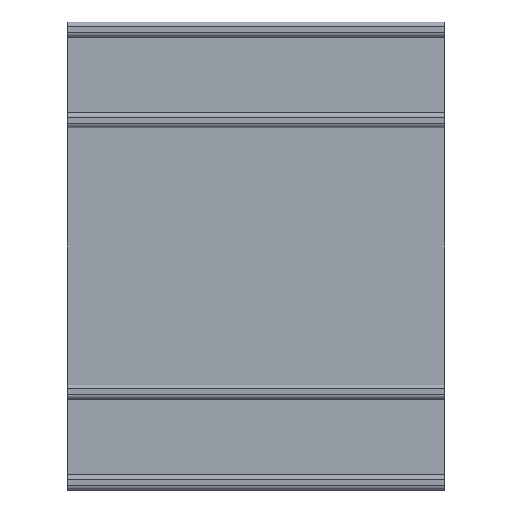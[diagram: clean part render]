
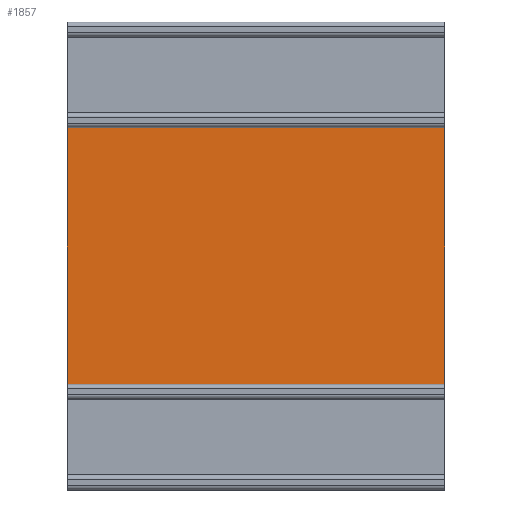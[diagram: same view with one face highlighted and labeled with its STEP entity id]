
A CAD part, top view. The second image highlights one B-rep face of the part: STEP entity #1857.
In plain terms, the highlighted planar face has unit normal (0, 0, 1).
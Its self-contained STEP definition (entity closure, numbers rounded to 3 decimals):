
#32 = PLANE('',#33);
#33 = AXIS2_PLACEMENT_3D('',#34,#35,#36);
#34 = CARTESIAN_POINT('',(-50.,60.,0.));
#35 = DIRECTION('',(1.,0.,-0.));
#36 = DIRECTION('',(0.,-1.,0.));
#313 = VERTEX_POINT('',#314);
#314 = CARTESIAN_POINT('',(-50.,34.,4.));
#328 = PLANE('',#329);
#329 = AXIS2_PLACEMENT_3D('',#330,#331,#332);
#330 = CARTESIAN_POINT('',(-50.,34.,0.));
#331 = DIRECTION('',(0.,1.,0.));
#332 = DIRECTION('',(1.,0.,0.));
#340 = EDGE_CURVE('',#313,#341,#343,.T.);
#341 = VERTEX_POINT('',#342);
#342 = CARTESIAN_POINT('',(-50.,-34.,4.));
#343 = SURFACE_CURVE('',#344,(#348,#355),.PCURVE_S1.);
#344 = LINE('',#345,#346);
#345 = CARTESIAN_POINT('',(-50.,60.,4.));
#346 = VECTOR('',#347,1.);
#347 = DIRECTION('',(0.,-1.,0.));
#348 = PCURVE('',#32,#349);
#349 = DEFINITIONAL_REPRESENTATION('',(#350),#354);
#350 = LINE('',#351,#352);
#351 = CARTESIAN_POINT('',(0.,-4.));
#352 = VECTOR('',#353,1.);
#353 = DIRECTION('',(1.,0.));
#354 = ( GEOMETRIC_REPRESENTATION_CONTEXT(2) 
PARAMETRIC_REPRESENTATION_CONTEXT() REPRESENTATION_CONTEXT('2D SPACE',''
  ) );
#355 = PCURVE('',#356,#361);
#356 = PLANE('',#357);
#357 = AXIS2_PLACEMENT_3D('',#358,#359,#360);
#358 = CARTESIAN_POINT('',(0.,0.,4.));
#359 = DIRECTION('',(0.,0.,1.));
#360 = DIRECTION('',(1.,0.,-0.));
#361 = DEFINITIONAL_REPRESENTATION('',(#362),#366);
#362 = LINE('',#363,#364);
#363 = CARTESIAN_POINT('',(-50.,60.));
#364 = VECTOR('',#365,1.);
#365 = DIRECTION('',(0.,-1.));
#366 = ( GEOMETRIC_REPRESENTATION_CONTEXT(2) 
PARAMETRIC_REPRESENTATION_CONTEXT() REPRESENTATION_CONTEXT('2D SPACE',''
  ) );
#384 = PLANE('',#385);
#385 = AXIS2_PLACEMENT_3D('',#386,#387,#388);
#386 = CARTESIAN_POINT('',(50.,-34.,0.));
#387 = DIRECTION('',(0.,-1.,0.));
#388 = DIRECTION('',(-1.,0.,0.));
#805 = PLANE('',#806);
#806 = AXIS2_PLACEMENT_3D('',#807,#808,#809);
#807 = CARTESIAN_POINT('',(50.,-60.,0.));
#808 = DIRECTION('',(-1.,0.,0.));
#809 = DIRECTION('',(0.,1.,0.));
#1766 = VERTEX_POINT('',#1767);
#1767 = CARTESIAN_POINT('',(50.,34.,4.));
#1788 = EDGE_CURVE('',#1766,#313,#1789,.T.);
#1789 = SURFACE_CURVE('',#1790,(#1794,#1800),.PCURVE_S1.);
#1790 = LINE('',#1791,#1792);
#1791 = CARTESIAN_POINT('',(-25.,34.,4.));
#1792 = VECTOR('',#1793,1.);
#1793 = DIRECTION('',(-1.,0.,0.));
#1794 = PCURVE('',#328,#1795);
#1795 = DEFINITIONAL_REPRESENTATION('',(#1796),#1799);
#1796 = B_SPLINE_CURVE_WITH_KNOTS('',1,(#1797,#1798),.UNSPECIFIED.,.F.,
  .F.,(2,2),(-75.,25.),.PIECEWISE_BEZIER_KNOTS.);
#1797 = CARTESIAN_POINT('',(100.,-4.));
#1798 = CARTESIAN_POINT('',(0.,-4.));
#1799 = ( GEOMETRIC_REPRESENTATION_CONTEXT(2) 
PARAMETRIC_REPRESENTATION_CONTEXT() REPRESENTATION_CONTEXT('2D SPACE',''
  ) );
#1800 = PCURVE('',#356,#1801);
#1801 = DEFINITIONAL_REPRESENTATION('',(#1802),#1805);
#1802 = B_SPLINE_CURVE_WITH_KNOTS('',1,(#1803,#1804),.UNSPECIFIED.,.F.,
  .F.,(2,2),(-75.,25.),.PIECEWISE_BEZIER_KNOTS.);
#1803 = CARTESIAN_POINT('',(50.,34.));
#1804 = CARTESIAN_POINT('',(-50.,34.));
#1805 = ( GEOMETRIC_REPRESENTATION_CONTEXT(2) 
PARAMETRIC_REPRESENTATION_CONTEXT() REPRESENTATION_CONTEXT('2D SPACE',''
  ) );
#1857 = ADVANCED_FACE('',(#1858),#356,.T.);
#1858 = FACE_BOUND('',#1859,.T.);
#1859 = EDGE_LOOP('',(#1860,#1881,#1902,#1903));
#1860 = ORIENTED_EDGE('',*,*,#1861,.T.);
#1861 = EDGE_CURVE('',#341,#1862,#1864,.T.);
#1862 = VERTEX_POINT('',#1863);
#1863 = CARTESIAN_POINT('',(50.,-34.,4.));
#1864 = SURFACE_CURVE('',#1865,(#1869,#1875),.PCURVE_S1.);
#1865 = LINE('',#1866,#1867);
#1866 = CARTESIAN_POINT('',(25.,-34.,4.));
#1867 = VECTOR('',#1868,1.);
#1868 = DIRECTION('',(1.,0.,-0.));
#1869 = PCURVE('',#356,#1870);
#1870 = DEFINITIONAL_REPRESENTATION('',(#1871),#1874);
#1871 = B_SPLINE_CURVE_WITH_KNOTS('',1,(#1872,#1873),.UNSPECIFIED.,.F.,
  .F.,(2,2),(-75.,25.),.PIECEWISE_BEZIER_KNOTS.);
#1872 = CARTESIAN_POINT('',(-50.,-34.));
#1873 = CARTESIAN_POINT('',(50.,-34.));
#1874 = ( GEOMETRIC_REPRESENTATION_CONTEXT(2) 
PARAMETRIC_REPRESENTATION_CONTEXT() REPRESENTATION_CONTEXT('2D SPACE',''
  ) );
#1875 = PCURVE('',#384,#1876);
#1876 = DEFINITIONAL_REPRESENTATION('',(#1877),#1880);
#1877 = B_SPLINE_CURVE_WITH_KNOTS('',1,(#1878,#1879),.UNSPECIFIED.,.F.,
  .F.,(2,2),(-75.,25.),.PIECEWISE_BEZIER_KNOTS.);
#1878 = CARTESIAN_POINT('',(100.,-4.));
#1879 = CARTESIAN_POINT('',(0.,-4.));
#1880 = ( GEOMETRIC_REPRESENTATION_CONTEXT(2) 
PARAMETRIC_REPRESENTATION_CONTEXT() REPRESENTATION_CONTEXT('2D SPACE',''
  ) );
#1881 = ORIENTED_EDGE('',*,*,#1882,.T.);
#1882 = EDGE_CURVE('',#1862,#1766,#1883,.T.);
#1883 = SURFACE_CURVE('',#1884,(#1888,#1895),.PCURVE_S1.);
#1884 = LINE('',#1885,#1886);
#1885 = CARTESIAN_POINT('',(50.,-60.,4.));
#1886 = VECTOR('',#1887,1.);
#1887 = DIRECTION('',(0.,1.,0.));
#1888 = PCURVE('',#356,#1889);
#1889 = DEFINITIONAL_REPRESENTATION('',(#1890),#1894);
#1890 = LINE('',#1891,#1892);
#1891 = CARTESIAN_POINT('',(50.,-60.));
#1892 = VECTOR('',#1893,1.);
#1893 = DIRECTION('',(0.,1.));
#1894 = ( GEOMETRIC_REPRESENTATION_CONTEXT(2) 
PARAMETRIC_REPRESENTATION_CONTEXT() REPRESENTATION_CONTEXT('2D SPACE',''
  ) );
#1895 = PCURVE('',#805,#1896);
#1896 = DEFINITIONAL_REPRESENTATION('',(#1897),#1901);
#1897 = LINE('',#1898,#1899);
#1898 = CARTESIAN_POINT('',(0.,-4.));
#1899 = VECTOR('',#1900,1.);
#1900 = DIRECTION('',(1.,0.));
#1901 = ( GEOMETRIC_REPRESENTATION_CONTEXT(2) 
PARAMETRIC_REPRESENTATION_CONTEXT() REPRESENTATION_CONTEXT('2D SPACE',''
  ) );
#1902 = ORIENTED_EDGE('',*,*,#1788,.T.);
#1903 = ORIENTED_EDGE('',*,*,#340,.T.);
